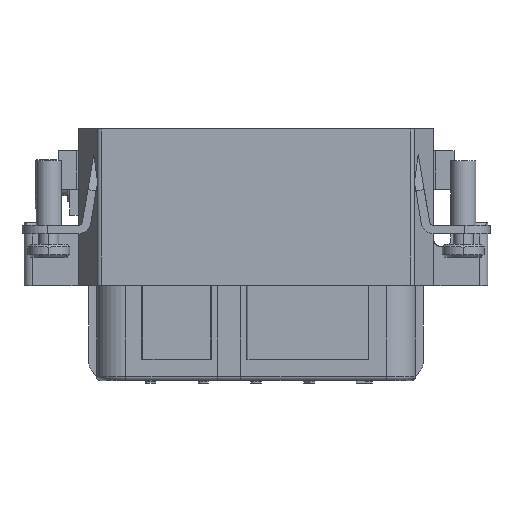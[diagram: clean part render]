
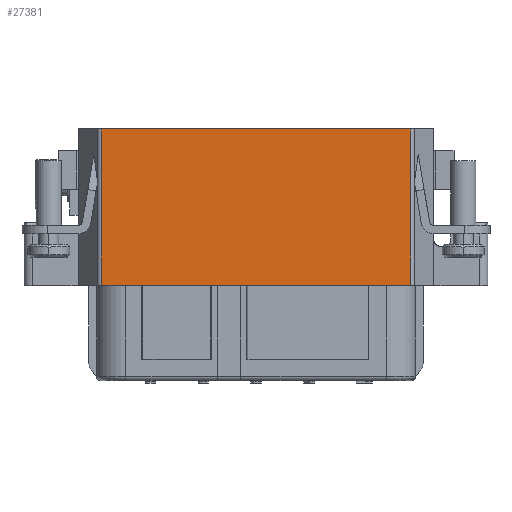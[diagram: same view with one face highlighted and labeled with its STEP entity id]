
A CAD part, front view. The second image highlights one B-rep face of the part: STEP entity #27381.
In plain terms, the highlighted planar face has unit normal (0, -1, 0).
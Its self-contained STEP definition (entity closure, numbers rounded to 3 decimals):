
#3362=DIRECTION('',(-1.,0.,0.));
#3363=VECTOR('',#3362,36.946);
#3364=CARTESIAN_POINT('',(18.473,-11.35,18.7));
#3365=LINE('',#3364,#3363);
#5235=CARTESIAN_POINT('',(18.473,-11.35,0.));
#5236=CARTESIAN_POINT('',(18.474,-11.35,
0.517));
#5237=CARTESIAN_POINT('',(18.476,-11.35,1.552));
#5238=CARTESIAN_POINT('',(18.482,-11.35,3.103));
#5239=CARTESIAN_POINT('',(18.488,-11.35,4.652));
#5240=CARTESIAN_POINT('',(18.496,-11.35,5.684));
#5241=CARTESIAN_POINT('',(18.5,-11.35,6.2));
#5247=CARTESIAN_POINT('',(-18.473,-11.35,9.2));
#5248=CARTESIAN_POINT('',(-18.475,-11.35,9.2));
#5249=CARTESIAN_POINT('',(-18.48,-11.35,9.2));
#5250=CARTESIAN_POINT('',(-18.484,-11.35,9.2));
#5251=CARTESIAN_POINT('',(-18.486,-11.35,9.2));
#5253=CARTESIAN_POINT('',(-18.473,-11.35,15.892));
#5254=CARTESIAN_POINT('',(-18.477,-11.35,15.892));
#5255=CARTESIAN_POINT('',(-18.486,-11.35,
15.893));
#5256=CARTESIAN_POINT('',(-18.496,-11.35,
15.894));
#5257=CARTESIAN_POINT('',(-18.5,-11.35,15.895));
#5259=DIRECTION('',(0.,0.,-1.));
#5260=VECTOR('',#5259,2.305);
#5261=CARTESIAN_POINT('',(-18.5,-11.35,
18.2));
#5262=LINE('',#5261,#5260);
#5263=DIRECTION('',(0.,0.,1.));
#5264=VECTOR('',#5263,0.5);
#5265=CARTESIAN_POINT('',(18.473,-11.35,18.2));
#5266=LINE('',#5265,#5264);
#5267=DIRECTION('',(0.,0.,-1.));
#5268=VECTOR('',#5267,2.305);
#5269=CARTESIAN_POINT('',(18.5,-11.35,18.2));
#5270=LINE('',#5269,#5268);
#5271=CARTESIAN_POINT('',(18.5,-11.35,15.895));
#5272=CARTESIAN_POINT('',(18.496,-11.35,15.894));
#5273=CARTESIAN_POINT('',(18.486,-11.35,15.893));
#5274=CARTESIAN_POINT('',(18.477,-11.35,15.892));
#5275=CARTESIAN_POINT('',(18.473,-11.35,15.892));
#5277=DIRECTION('',(0.,0.,1.));
#5278=VECTOR('',#5277,6.692);
#5279=CARTESIAN_POINT('',(18.473,-11.35,9.2));
#5280=LINE('',#5279,#5278);
#5281=CARTESIAN_POINT('',(18.486,-11.35,9.2));
#5282=CARTESIAN_POINT('',(18.484,-11.35,9.2));
#5283=CARTESIAN_POINT('',(18.48,-11.35,9.2));
#5284=CARTESIAN_POINT('',(18.475,-11.35,9.2));
#5285=CARTESIAN_POINT('',(18.473,-11.35,9.2));
#5287=CARTESIAN_POINT('',(18.5,-11.35,9.2));
#5288=CARTESIAN_POINT('',(18.498,-11.35,9.2));
#5289=CARTESIAN_POINT('',(18.493,-11.35,9.2));
#5290=CARTESIAN_POINT('',(18.489,-11.35,9.2));
#5291=CARTESIAN_POINT('',(18.486,-11.35,9.2));
#5293=DIRECTION('',(0.,0.,-1.));
#5294=VECTOR('',#5293,3.);
#5295=CARTESIAN_POINT('',(18.5,-11.35,9.2));
#5296=LINE('',#5295,#5294);
#5297=DIRECTION('',(-1.,0.,0.));
#5298=VECTOR('',#5297,36.946);
#5299=CARTESIAN_POINT('',(18.473,-11.35,0.));
#5300=LINE('',#5299,#5298);
#5301=DIRECTION('',(0.,0.,-1.));
#5302=VECTOR('',#5301,3.);
#5303=CARTESIAN_POINT('',(-18.5,-11.35,9.2));
#5304=LINE('',#5303,#5302);
#5305=CARTESIAN_POINT('',(-18.486,-11.35,9.2));
#5306=CARTESIAN_POINT('',(-18.489,-11.35,9.2));
#5307=CARTESIAN_POINT('',(-18.493,-11.35,9.2));
#5308=CARTESIAN_POINT('',(-18.498,-11.35,9.2));
#5309=CARTESIAN_POINT('',(-18.5,-11.35,9.2));
#5311=DIRECTION('',(0.,0.,1.));
#5312=VECTOR('',#5311,0.5);
#5313=CARTESIAN_POINT('',(-18.473,-11.35,18.2));
#5314=LINE('',#5313,#5312);
#5315=DIRECTION('',(0.,0.,1.));
#5316=VECTOR('',#5315,6.692);
#5317=CARTESIAN_POINT('',(-18.473,-11.35,9.2));
#5318=LINE('',#5317,#5316);
#5319=CARTESIAN_POINT('',(-18.5,-11.35,6.2));
#5320=CARTESIAN_POINT('',(-18.496,-11.35,
5.684));
#5321=CARTESIAN_POINT('',(-18.488,-11.35,
4.652));
#5322=CARTESIAN_POINT('',(-18.481,-11.35,
3.103));
#5323=CARTESIAN_POINT('',(-18.476,-11.35,
1.552));
#5324=CARTESIAN_POINT('',(-18.474,-11.35,
0.517));
#5325=CARTESIAN_POINT('',(-18.473,-11.35,0.));
#5327=CARTESIAN_POINT('',(-18.5,-11.35,
18.2));
#5337=CARTESIAN_POINT('',(-18.473,-11.35,18.2));
#5339=DIRECTION('',(-1.,0.009,0.));
#5340=VECTOR('',#5339,0.027);
#5341=CARTESIAN_POINT('',(-18.473,-11.35,18.2));
#5342=LINE('',#5341,#5340);
#5343=CARTESIAN_POINT('',(18.473,-11.35,18.2));
#5355=DIRECTION('',(-1.,-0.009,0.));
#5356=VECTOR('',#5355,0.027);
#5357=CARTESIAN_POINT('',(18.5,-11.35,18.2));
#5358=LINE('',#5357,#5356);
#16881=CARTESIAN_POINT('',(-18.473,-11.35,0.));
#16882=VERTEX_POINT('',#16881);
#16883=CARTESIAN_POINT('',(18.473,-11.35,0.));
#16884=VERTEX_POINT('',#16883);
#19160=CARTESIAN_POINT('',(18.473,-11.35,18.7));
#19161=VERTEX_POINT('',#19160);
#19162=CARTESIAN_POINT('',(-18.473,-11.35,18.7));
#19163=VERTEX_POINT('',#19162);
#19218=VERTEX_POINT('',#5327);
#19224=CARTESIAN_POINT('',(18.5,-11.35,
18.2));
#19225=CARTESIAN_POINT('',(18.5,-11.35,15.895));
#19226=VERTEX_POINT('',#19224);
#19227=VERTEX_POINT('',#19225);
#19229=VERTEX_POINT('',#5343);
#19265=VERTEX_POINT('',#5275);
#19266=VERTEX_POINT('',#5287);
#19267=VERTEX_POINT('',#5291);
#19268=VERTEX_POINT('',#5285);
#19269=CARTESIAN_POINT('',(18.5,-11.35,6.2));
#19270=VERTEX_POINT('',#19269);
#19271=CARTESIAN_POINT('',(-18.5,-11.35,9.2));
#19272=CARTESIAN_POINT('',(-18.5,-11.35,6.2));
#19273=VERTEX_POINT('',#19271);
#19274=VERTEX_POINT('',#19272);
#19275=VERTEX_POINT('',#5247);
#19276=VERTEX_POINT('',#5251);
#19277=VERTEX_POINT('',#5253);
#19278=VERTEX_POINT('',#5257);
#19284=VERTEX_POINT('',#5337);
#27344=CARTESIAN_POINT('',(-21.25,-11.35,0.));
#27345=DIRECTION('',(0.,-1.,0.));
#27346=DIRECTION('',(-1.,0.,0.));
#27347=AXIS2_PLACEMENT_3D('',#27344,#27345,#27346);
#27348=PLANE('',#27347);
#27350=ORIENTED_EDGE('',*,*,#27349,.F.);
#27352=ORIENTED_EDGE('',*,*,#27351,.T.);
#27354=ORIENTED_EDGE('',*,*,#27353,.T.);
#27356=ORIENTED_EDGE('',*,*,#27355,.F.);
#27358=ORIENTED_EDGE('',*,*,#27357,.F.);
#27360=ORIENTED_EDGE('',*,*,#27359,.T.);
#27361=ORIENTED_EDGE('',*,*,#26267,.F.);
#27362=ORIENTED_EDGE('',*,*,#27336,.F.);
#27364=ORIENTED_EDGE('',*,*,#27363,.F.);
#27365=ORIENTED_EDGE('',*,*,#27330,.T.);
#27366=ORIENTED_EDGE('',*,*,#27328,.T.);
#27367=ORIENTED_EDGE('',*,*,#27326,.F.);
#27368=ORIENTED_EDGE('',*,*,#27324,.F.);
#27369=ORIENTED_EDGE('',*,*,#27322,.F.);
#27370=ORIENTED_EDGE('',*,*,#27320,.T.);
#27371=ORIENTED_EDGE('',*,*,#27318,.F.);
#27372=ORIENTED_EDGE('',*,*,#24212,.T.);
#27374=ORIENTED_EDGE('',*,*,#27373,.F.);
#27376=ORIENTED_EDGE('',*,*,#27375,.F.);
#27378=ORIENTED_EDGE('',*,*,#27377,.F.);
#27379=EDGE_LOOP('',(#27350,#27352,#27354,#27356,#27358,#27360,#27361,#27362,
#27364,#27365,#27366,#27367,#27368,#27369,#27370,#27371,#27372,#27374,#27376,
#27378));
#27380=FACE_OUTER_BOUND('',#27379,.F.);
#27381=ADVANCED_FACE('',(#27380),#27348,.T.);
#5242=B_SPLINE_CURVE_WITH_KNOTS('',3,(#5235,#5236,#5237,#5238,#5239,#5240,
#5241),.UNSPECIFIED.,.F.,.F.,(4,1,1,1,4),(0.,0.25,0.5,0.75,1.),
.UNSPECIFIED.);
#5252=B_SPLINE_CURVE_WITH_KNOTS('',3,(#5247,#5248,#5249,#5250,#5251),
.UNSPECIFIED.,.F.,.F.,(4,1,4),(0.,0.5,1.),.UNSPECIFIED.);
#5258=B_SPLINE_CURVE_WITH_KNOTS('',3,(#5253,#5254,#5255,#5256,#5257),
.UNSPECIFIED.,.F.,.F.,(4,1,4),(0.,0.5,1.),.UNSPECIFIED.);
#5276=B_SPLINE_CURVE_WITH_KNOTS('',3,(#5271,#5272,#5273,#5274,#5275),
.UNSPECIFIED.,.F.,.F.,(4,1,4),(0.,0.5,1.),.UNSPECIFIED.);
#5286=B_SPLINE_CURVE_WITH_KNOTS('',3,(#5281,#5282,#5283,#5284,#5285),
.UNSPECIFIED.,.F.,.F.,(4,1,4),(0.,0.5,1.),.UNSPECIFIED.);
#5292=B_SPLINE_CURVE_WITH_KNOTS('',3,(#5287,#5288,#5289,#5290,#5291),
.UNSPECIFIED.,.F.,.F.,(4,1,4),(0.,0.5,1.),.UNSPECIFIED.);
#5310=B_SPLINE_CURVE_WITH_KNOTS('',3,(#5305,#5306,#5307,#5308,#5309),
.UNSPECIFIED.,.F.,.F.,(4,1,4),(0.,0.5,1.),.UNSPECIFIED.);
#5326=B_SPLINE_CURVE_WITH_KNOTS('',3,(#5319,#5320,#5321,#5322,#5323,#5324,
#5325),.UNSPECIFIED.,.F.,.F.,(4,1,1,1,4),(0.,0.25,0.5,0.75,1.),
.UNSPECIFIED.);
#24212=EDGE_CURVE('',#16884,#16882,#5300,.T.);
#26267=EDGE_CURVE('',#19161,#19163,#3365,.T.);
#27318=EDGE_CURVE('',#16884,#19270,#5242,.T.);
#27320=EDGE_CURVE('',#19266,#19270,#5296,.T.);
#27322=EDGE_CURVE('',#19266,#19267,#5292,.T.);
#27324=EDGE_CURVE('',#19267,#19268,#5286,.T.);
#27326=EDGE_CURVE('',#19268,#19265,#5280,.T.);
#27328=EDGE_CURVE('',#19227,#19265,#5276,.T.);
#27330=EDGE_CURVE('',#19226,#19227,#5270,.T.);
#27336=EDGE_CURVE('',#19229,#19161,#5266,.T.);
#27349=EDGE_CURVE('',#19275,#19276,#5252,.T.);
#27351=EDGE_CURVE('',#19275,#19277,#5318,.T.);
#27353=EDGE_CURVE('',#19277,#19278,#5258,.T.);
#27355=EDGE_CURVE('',#19218,#19278,#5262,.T.);
#27357=EDGE_CURVE('',#19284,#19218,#5342,.T.);
#27359=EDGE_CURVE('',#19284,#19163,#5314,.T.);
#27363=EDGE_CURVE('',#19226,#19229,#5358,.T.);
#27373=EDGE_CURVE('',#19274,#16882,#5326,.T.);
#27375=EDGE_CURVE('',#19273,#19274,#5304,.T.);
#27377=EDGE_CURVE('',#19276,#19273,#5310,.T.);
